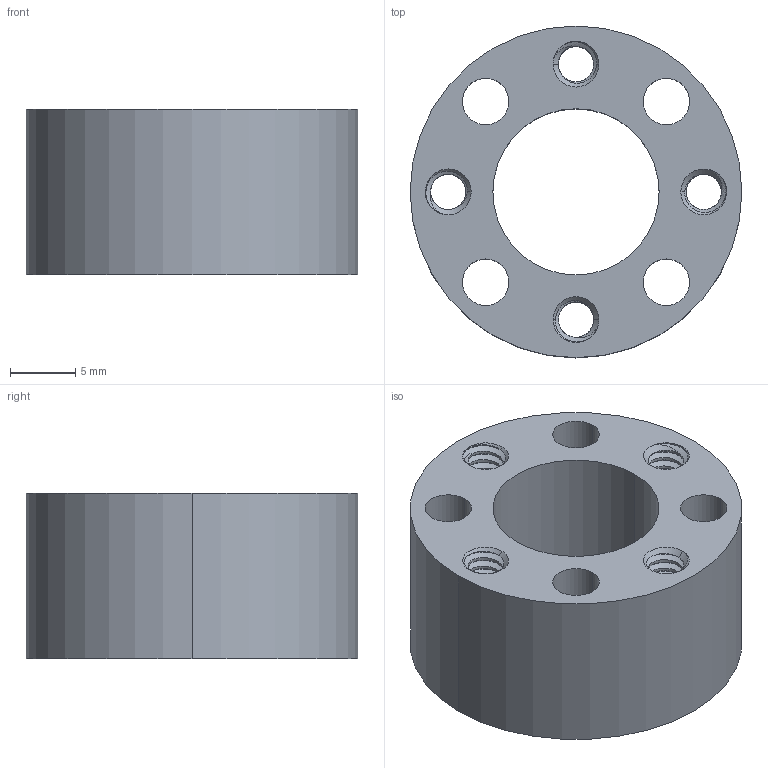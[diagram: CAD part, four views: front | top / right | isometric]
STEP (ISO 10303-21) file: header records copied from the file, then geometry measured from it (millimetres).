
FILE_DESCRIPTION (( 'STEP AP203' ), '1' );
FILE_NAME ('545384.STEP', '2017-06-30T18:36:52', ( '' ), ( '' ), 'SwSTEP 2.0', 'SolidWorks 2016', '' );
FILE_SCHEMA (( 'CONFIG_CONTROL_DESIGN' ));
Length unit declared in the file: inch
Products named in the file (1): 545384
Bounding box: 25.39 x 25.39 x 12.7 mm (x, y, z)
Volume: 3936.6 mm3; surface area: 3465.8 mm2
Topology: 1 solids, 1 shells, 376 faces, 1100 edges, 726 vertices
Faces by surface type: cylinder 338, cone 28, bspline 8, plane 2
Entity records: 27185 total; most frequent: CARTESIAN_POINT 19041, ORIENTED_EDGE 2200, DIRECTION 1244, EDGE_CURVE 1100, VERTEX_POINT 726, AXIS2_PLACEMENT_3D 447, EDGE_LOOP 394, ADVANCED_FACE 376
